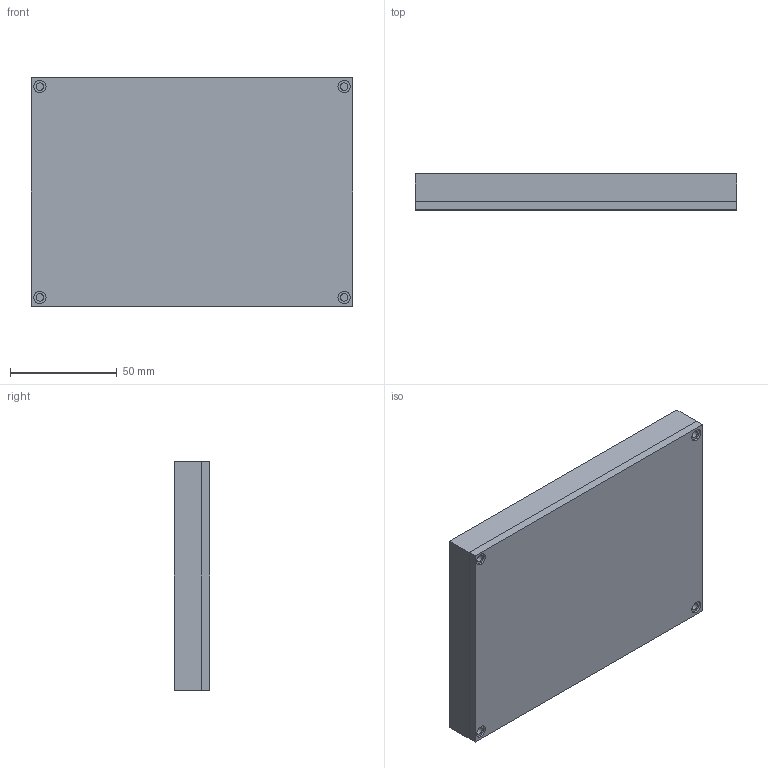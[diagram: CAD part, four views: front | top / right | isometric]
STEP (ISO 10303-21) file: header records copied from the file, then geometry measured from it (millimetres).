
FILE_DESCRIPTION(/* description */ (''),/* implementation_level */ '2;1');
FILE_NAME(/* name */ 'Min Board - Main CAD.step',/* time_stamp */ '2026-01-17T20:12:17-06:00',/* author */ (''),/* organization */ (''),/* preprocessor_version */ 'ST-DEVELOPER v20.1',/* originating_system */ 'Autodesk Translation Framework v14.21.0.0',/* authorisation */ '');
FILE_SCHEMA (('AUTOMOTIVE_DESIGN { 1 0 10303 214 3 1 1 }'));
Length unit declared in the file: millimetre
Products named in the file (1): Min Board - Main CAD
Bounding box: 150.8 x 16.8 x 107 mm (x, y, z)
Volume: 134868.3 mm3; surface area: 77534.4 mm2
Topology: 2 solids, 2 shells, 701 faces, 1890 edges, 1260 vertices
Faces by surface type: plane 533, bspline 155, cylinder 13
Full cylindrical faces by diameter (mm): 3.5 x4, 4.6 x4, 5.8 x4, 7.2 x1
Entity records: 23206 total; most frequent: CARTESIAN_POINT 6487, ORIENTED_EDGE 3780, DIRECTION 2700, EDGE_CURVE 1890, LINE 1554, VECTOR 1554, VERTEX_POINT 1260, EDGE_LOOP 790
